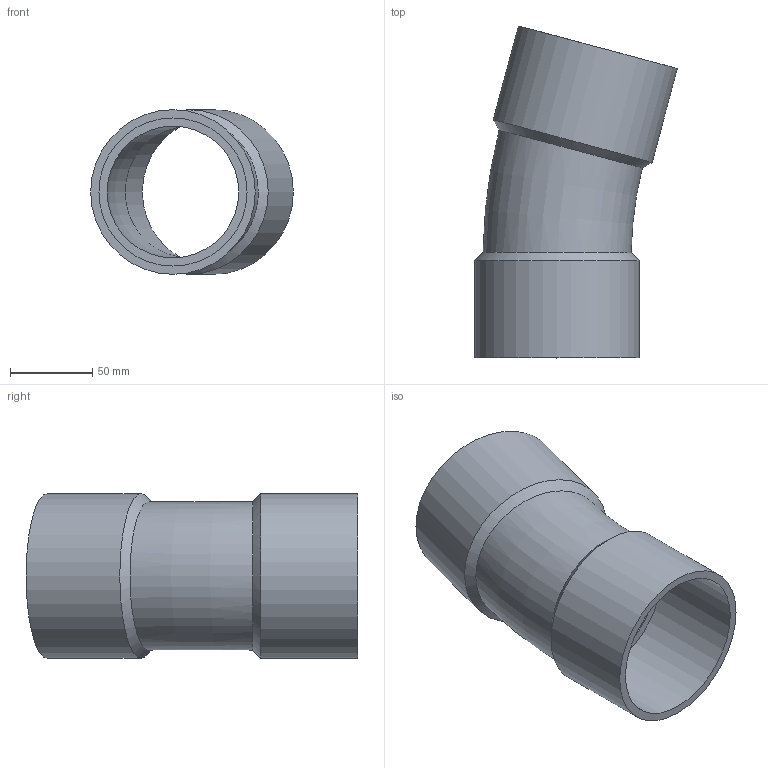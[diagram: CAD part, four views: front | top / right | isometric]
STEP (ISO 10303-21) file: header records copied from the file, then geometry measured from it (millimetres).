
FILE_DESCRIPTION(/* description */ ('PVC Bend 15°, Ø90, PN10'),/* implementation_level */ '2;1');
FILE_NAME(/* name */ 'KLIIV090',/* time_stamp */ '2022-05-11T16:00:46+02:00',/* author */ ('COAB Solutions'),/* organization */ ('GPA Flowsystem'),/* preprocessor_version */ 'ST-DEVELOPER v18.1',/* originating_system */ 'www.coabsolutions.com',/* authorisation */ '');
FILE_SCHEMA (('AUTOMOTIVE_DESIGN { 1 0 10303 214 3 1 1 }'));
Length unit declared in the file: millimetre
Products named in the file (1): KLIIV090
Bounding box: 123.14 x 201.67 x 100 mm (x, y, z)
Volume: 281652 mm3; surface area: 116777 mm2
Topology: 1 solids, 1 shells, 12 faces, 22 edges, 14 vertices
Faces by surface type: cylinder 4, plane 4, cone 2, torus 2
Full cylindrical faces by diameter (mm): 90 x2, 100 x2
Entity records: 415 total; most frequent: CARTESIAN_POINT 125, DIRECTION 56, ORIENTED_EDGE 44, AXIS2_PLACEMENT_3D 25, EDGE_CURVE 22, EDGE_LOOP 16, VERTEX_POINT 14, FACE_OUTER_BOUND 12
